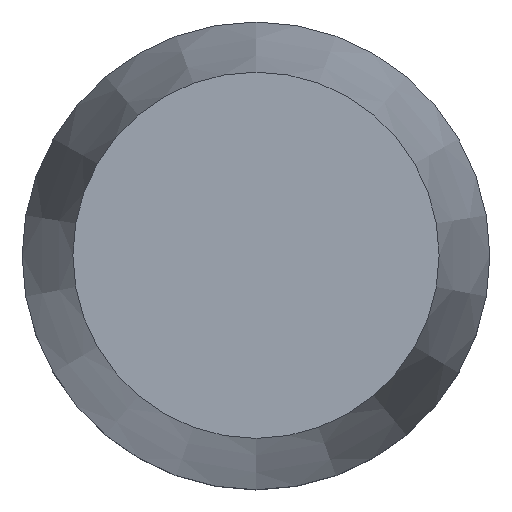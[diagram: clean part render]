
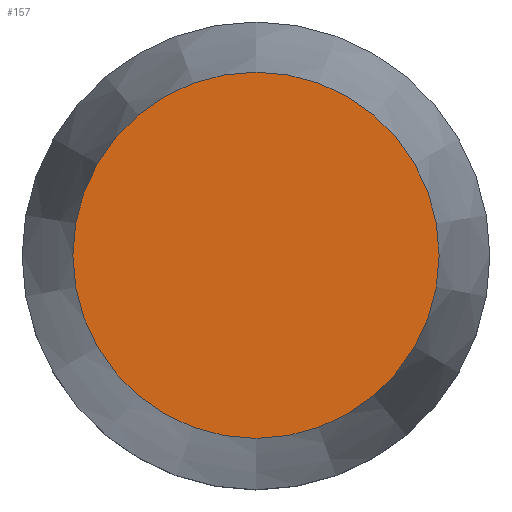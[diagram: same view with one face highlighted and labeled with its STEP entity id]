
A CAD part, top view. The second image highlights one B-rep face of the part: STEP entity #157.
In plain terms, the highlighted planar face has unit normal (0, 0, 1).
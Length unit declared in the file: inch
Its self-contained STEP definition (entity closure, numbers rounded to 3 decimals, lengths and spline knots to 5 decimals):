
#18=PLANE('',#186);
#36=FACE_OUTER_BOUND('',#48,.T.);
#48=EDGE_LOOP('',(#123));
#77=CIRCLE('',#187,0.77088);
#88=VERTEX_POINT('',#271);
#101=EDGE_CURVE('',#88,#88,#77,.T.);
#123=ORIENTED_EDGE('',*,*,#101,.F.);
#157=ADVANCED_FACE('',(#36),#18,.T.);
#186=AXIS2_PLACEMENT_3D('',#270,#219,#220);
#187=AXIS2_PLACEMENT_3D('',#272,#221,#222);
#219=DIRECTION('center_axis',(0.,0.,1.));
#220=DIRECTION('ref_axis',(1.,0.,0.));
#221=DIRECTION('center_axis',(0.,0.,-1.));
#222=DIRECTION('ref_axis',(1.,0.,0.));
#270=CARTESIAN_POINT('Origin',(0.,0.77088,2.364));
#271=CARTESIAN_POINT('',(0.,-0.77088,2.364));
#272=CARTESIAN_POINT('Origin',(0.,0.,2.364));
